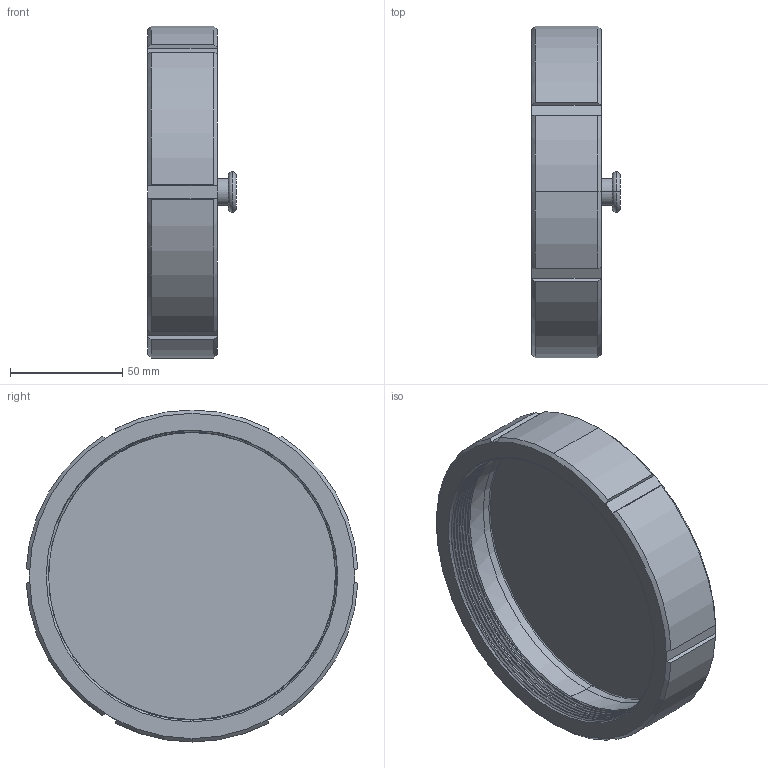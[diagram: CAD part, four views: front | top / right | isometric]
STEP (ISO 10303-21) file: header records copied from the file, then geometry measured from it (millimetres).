
FILE_DESCRIPTION (( 'STEP AP203' ), '1' );
FILE_NAME ('3D_M-2029_100_174762060.STEP', '2024-09-10T07:43:44', ( '' ), ( '' ), 'SwSTEP 2.0', 'SolidWorks 2024', '' );
FILE_SCHEMA (( 'CONFIG_CONTROL_DESIGN' ));
Length unit declared in the file: millimetre
Products named in the file (1): 3D_M-2029_100_174762060
Bounding box: 39.5 x 147.85 x 148 mm (x, y, z)
Volume: 191461.6 mm3; surface area: 62392.4 mm2
Topology: 1 solids, 1 shells, 77 faces, 195 edges, 123 vertices
Faces by surface type: cylinder 24, plane 24, cone 20, torus 6, bspline 3
Entity records: 4308 total; most frequent: CARTESIAN_POINT 2548, ORIENTED_EDGE 390, DIRECTION 313, EDGE_CURVE 195, AXIS2_PLACEMENT_3D 132, VERTEX_POINT 123, EDGE_LOOP 80, ADVANCED_FACE 77
